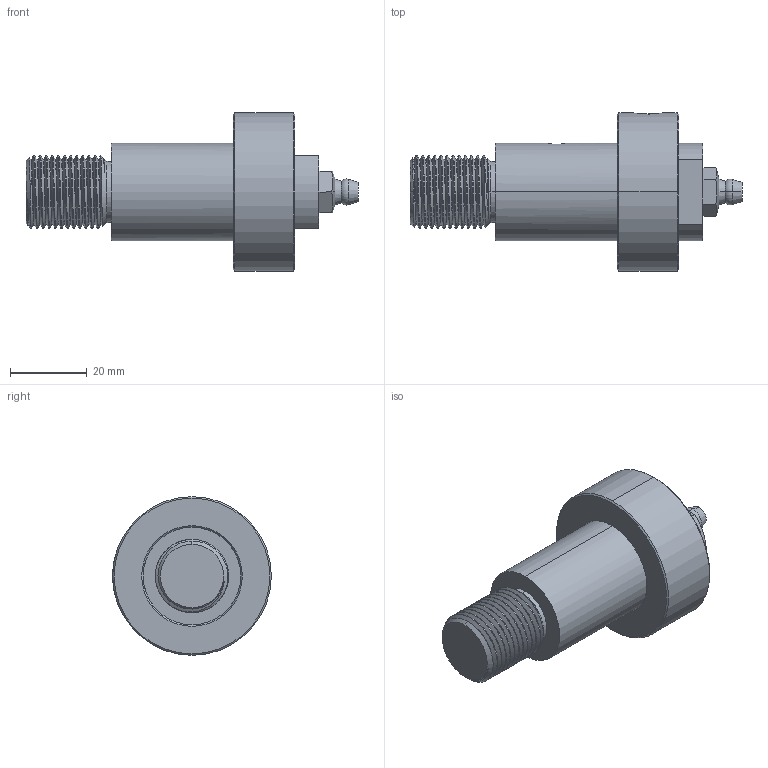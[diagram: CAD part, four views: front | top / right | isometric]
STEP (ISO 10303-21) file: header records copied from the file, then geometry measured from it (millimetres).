
FILE_DESCRIPTION (( 'STEP AP203' ), '1' );
FILE_NAME ('1816K3_Idler Shaft.STEP', '2021-07-11T05:21:15', ( 'Administrator' ), ( 'Managed by Terraform' ), 'SwSTEP 2.0', 'SolidWorks 2017', '' );
FILE_SCHEMA (( 'CONFIG_CONTROL_DESIGN' ));
Length unit declared in the file: inch
Products named in the file (1): 1816K3_Idler Shaft
Bounding box: 86.36 x 41.27 x 41.27 mm (x, y, z)
Volume: 45927.8 mm3; surface area: 12857.4 mm2
Topology: 2 solids, 2 shells, 95 faces, 233 edges, 148 vertices
Faces by surface type: cylinder 38, plane 26, cone 20, bspline 7, torus 2, sphere 2
Entity records: 5445 total; most frequent: CARTESIAN_POINT 3290, ORIENTED_EDGE 466, DIRECTION 399, EDGE_CURVE 233, AXIS2_PLACEMENT_3D 152, VERTEX_POINT 148, EDGE_LOOP 103, FACE_OUTER_BOUND 95
